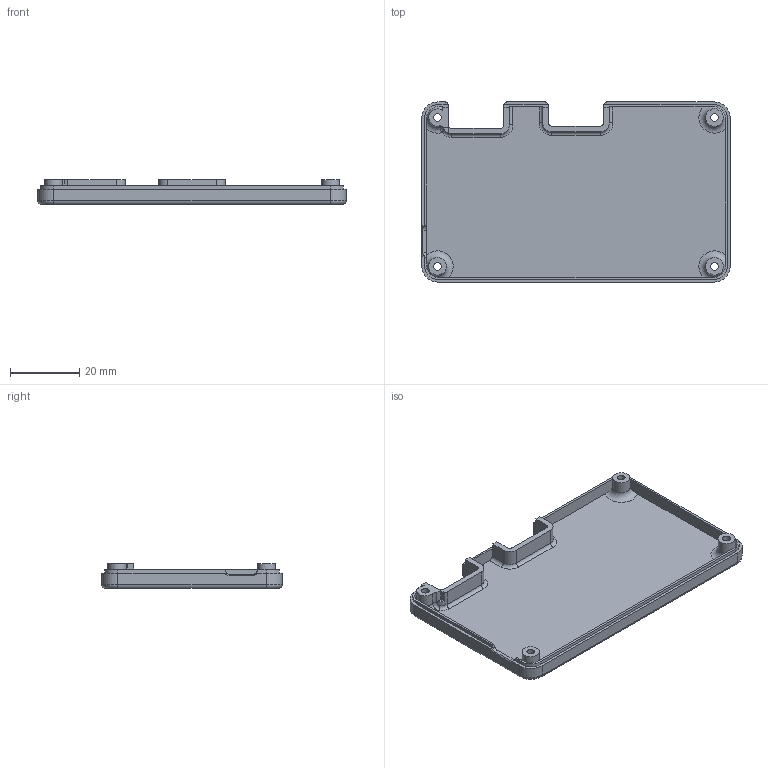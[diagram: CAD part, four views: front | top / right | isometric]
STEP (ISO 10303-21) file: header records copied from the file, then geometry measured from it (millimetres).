
FILE_DESCRIPTION(/* description */ ('STEP AP242','CAx-IF Rec.Pracs.---Representation and Presentation of Product Manufacturing Information (PMI)---4.0---2014-10-13','CAx-IF Rec.Pracs.---3D Tessellated Geometry---0.4---2014-09-14','2;1'),/* implementation_level */ '2;1');
FILE_NAME(/* name */ '6558ce0cf797ba7f657e36ce',/* time_stamp */ '2023-11-18T14:45:33Z',/* author */ (''),/* organization */ (''),/* preprocessor_version */ 'ST-DEVELOPER v19.4',/* originating_system */ ' ',/* authorisation */ ' ');
FILE_SCHEMA (('AP242_MANAGED_MODEL_BASED_3D_ENGINEERING_MIM_LF { 1 0 10303 442 1 1 4 }'));
Length unit declared in the file: metre
Products named in the file (1): Badger 2040 Case - Bottom
Bounding box: 88.8 x 51.9 x 7.1 mm (x, y, z)
Volume: 8742.7 mm3; surface area: 11877.1 mm2
Topology: 1 solids, 1 shells, 180 faces, 463 edges, 284 vertices
Faces by surface type: plane 105, cylinder 52, torus 16, sphere 4, cone 2, bspline 1
Full cylindrical faces by diameter (mm): 2.2 x4, 5 x3
Entity records: 5365 total; most frequent: CARTESIAN_POINT 992, DIRECTION 914, ORIENTED_EDGE 892, EDGE_CURVE 446, AXIS2_PLACEMENT_3D 307, LINE 300, VECTOR 300, VERTEX_POINT 281
